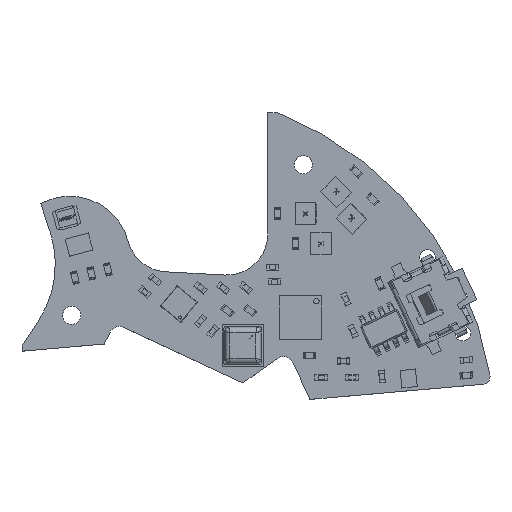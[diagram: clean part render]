
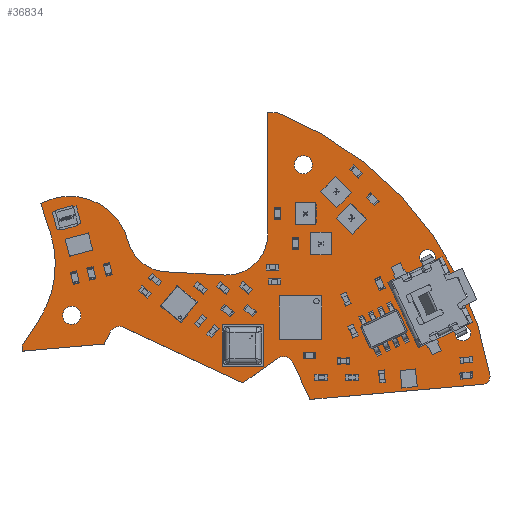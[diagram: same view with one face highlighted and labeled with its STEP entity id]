
A CAD part, top view. The second image highlights one B-rep face of the part: STEP entity #36834.
In plain terms, the highlighted planar face has unit normal (0, 0, 1).
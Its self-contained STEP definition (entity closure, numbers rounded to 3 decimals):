
#36532 = VERTEX_POINT('',#36533);
#36533 = CARTESIAN_POINT('',(90.814,-83.089,0.71));
#36539 = EDGE_CURVE('',#36532,#36540,#36542,.T.);
#36540 = VERTEX_POINT('',#36541);
#36541 = CARTESIAN_POINT('',(101.143,-95.816,0.71));
#36542 = CIRCLE('',#36543,16.655);
#36543 = AXIS2_PLACEMENT_3D('',#36544,#36545,#36546);
#36544 = CARTESIAN_POINT('',(84.72,-98.589,0.71));
#36545 = DIRECTION('',(0.,0.,-1.));
#36546 = DIRECTION('',(0.366,0.931,0.));
#36574 = VERTEX_POINT('',#36575);
#36575 = CARTESIAN_POINT('',(90.364,-83.089,0.71));
#36581 = EDGE_CURVE('',#36574,#36532,#36582,.T.);
#36582 = LINE('',#36583,#36584);
#36583 = CARTESIAN_POINT('',(90.364,-83.089,0.71));
#36584 = VECTOR('',#36585,1.);
#36585 = DIRECTION('',(1.,0.,0.));
#36603 = EDGE_CURVE('',#36540,#36604,#36606,.T.);
#36604 = VERTEX_POINT('',#36605);
#36605 = CARTESIAN_POINT('',(100.783,-96.281,0.71));
#36606 = CIRCLE('',#36607,0.4);
#36607 = AXIS2_PLACEMENT_3D('',#36608,#36609,#36610);
#36608 = CARTESIAN_POINT('',(100.749,-95.882,0.71));
#36609 = DIRECTION('',(0.,0.,-1.));
#36610 = DIRECTION('',(0.986,0.167,0.));
#36834 = ADVANCED_FACE('',(#36835,#36988,#36999,#37010,#37021),#37032,
  .T.);
#36835 = FACE_BOUND('',#36836,.T.);
#36836 = EDGE_LOOP('',(#36837,#36838,#36839,#36847,#36855,#36864,#36872,
    #36881,#36890,#36898,#36907,#36915,#36923,#36931,#36939,#36948,
    #36956,#36964,#36973,#36981,#36987));
#36837 = ORIENTED_EDGE('',*,*,#36539,.F.);
#36838 = ORIENTED_EDGE('',*,*,#36581,.F.);
#36839 = ORIENTED_EDGE('',*,*,#36840,.F.);
#36840 = EDGE_CURVE('',#36841,#36574,#36843,.T.);
#36841 = VERTEX_POINT('',#36842);
#36842 = CARTESIAN_POINT('',(90.364,-86.965,0.71));
#36843 = LINE('',#36844,#36845);
#36844 = CARTESIAN_POINT('',(90.364,-86.965,0.71));
#36845 = VECTOR('',#36846,1.);
#36846 = DIRECTION('',(0.,1.,0.));
#36847 = ORIENTED_EDGE('',*,*,#36848,.F.);
#36848 = EDGE_CURVE('',#36849,#36841,#36851,.T.);
#36849 = VERTEX_POINT('',#36850);
#36850 = CARTESIAN_POINT('',(90.364,-88.98,0.71));
#36851 = LINE('',#36852,#36853);
#36852 = CARTESIAN_POINT('',(90.364,-88.98,0.71));
#36853 = VECTOR('',#36854,1.);
#36854 = DIRECTION('',(0.,1.,0.));
#36855 = ORIENTED_EDGE('',*,*,#36856,.F.);
#36856 = EDGE_CURVE('',#36857,#36849,#36859,.T.);
#36857 = VERTEX_POINT('',#36858);
#36858 = CARTESIAN_POINT('',(88.254,-90.977,0.71));
#36859 = CIRCLE('',#36860,2.);
#36860 = AXIS2_PLACEMENT_3D('',#36861,#36862,#36863);
#36861 = CARTESIAN_POINT('',(88.365,-88.98,0.71));
#36862 = DIRECTION('',(0.,0.,1.));
#36863 = DIRECTION('',(-0.055,-0.998,0.));
#36864 = ORIENTED_EDGE('',*,*,#36865,.F.);
#36865 = EDGE_CURVE('',#36866,#36857,#36868,.T.);
#36866 = VERTEX_POINT('',#36867);
#36867 = CARTESIAN_POINT('',(85.406,-90.819,0.71));
#36868 = LINE('',#36869,#36870);
#36869 = CARTESIAN_POINT('',(85.406,-90.819,0.71));
#36870 = VECTOR('',#36871,1.);
#36871 = DIRECTION('',(0.998,-0.055,0.));
#36872 = ORIENTED_EDGE('',*,*,#36873,.F.);
#36873 = EDGE_CURVE('',#36874,#36866,#36876,.T.);
#36874 = VERTEX_POINT('',#36875);
#36875 = CARTESIAN_POINT('',(83.583,-89.334,0.71));
#36876 = CIRCLE('',#36877,2.);
#36877 = AXIS2_PLACEMENT_3D('',#36878,#36879,#36880);
#36878 = CARTESIAN_POINT('',(85.516,-88.822,0.71));
#36879 = DIRECTION('',(0.,0.,1.));
#36880 = DIRECTION('',(-0.967,-0.256,0.));
#36881 = ORIENTED_EDGE('',*,*,#36882,.F.);
#36882 = EDGE_CURVE('',#36883,#36874,#36885,.T.);
#36883 = VERTEX_POINT('',#36884);
#36884 = CARTESIAN_POINT('',(79.341,-87.514,0.71));
#36885 = CIRCLE('',#36886,2.93);
#36886 = AXIS2_PLACEMENT_3D('',#36887,#36888,#36889);
#36887 = CARTESIAN_POINT('',(80.75,-90.083,0.71));
#36888 = DIRECTION('',(0.,0.,-1.));
#36889 = DIRECTION('',(-0.481,0.877,0.));
#36890 = ORIENTED_EDGE('',*,*,#36891,.F.);
#36891 = EDGE_CURVE('',#36892,#36883,#36894,.T.);
#36892 = VERTEX_POINT('',#36893);
#36893 = CARTESIAN_POINT('',(79.792,-88.865,0.71));
#36894 = LINE('',#36895,#36896);
#36895 = CARTESIAN_POINT('',(79.792,-88.865,0.71));
#36896 = VECTOR('',#36897,1.);
#36897 = DIRECTION('',(-0.317,0.948,0.));
#36898 = ORIENTED_EDGE('',*,*,#36899,.F.);
#36899 = EDGE_CURVE('',#36900,#36892,#36902,.T.);
#36900 = VERTEX_POINT('',#36901);
#36901 = CARTESIAN_POINT('',(79.243,-93.174,0.71));
#36902 = CIRCLE('',#36903,5.);
#36903 = AXIS2_PLACEMENT_3D('',#36904,#36905,#36906);
#36904 = CARTESIAN_POINT('',(75.05,-90.45,0.71));
#36905 = DIRECTION('',(0.,-0.,1.));
#36906 = DIRECTION('',(0.839,-0.545,-0.));
#36907 = ORIENTED_EDGE('',*,*,#36908,.F.);
#36908 = EDGE_CURVE('',#36909,#36900,#36911,.T.);
#36909 = VERTEX_POINT('',#36910);
#36910 = CARTESIAN_POINT('',(78.432,-94.422,0.71));
#36911 = LINE('',#36912,#36913);
#36912 = CARTESIAN_POINT('',(78.432,-94.422,0.71));
#36913 = VECTOR('',#36914,1.);
#36914 = DIRECTION('',(0.545,0.839,0.));
#36915 = ORIENTED_EDGE('',*,*,#36916,.F.);
#36916 = EDGE_CURVE('',#36917,#36909,#36919,.T.);
#36917 = VERTEX_POINT('',#36918);
#36918 = CARTESIAN_POINT('',(78.454,-94.671,0.71));
#36919 = LINE('',#36920,#36921);
#36920 = CARTESIAN_POINT('',(78.454,-94.671,0.71));
#36921 = VECTOR('',#36922,1.);
#36922 = DIRECTION('',(-0.087,0.996,0.));
#36923 = ORIENTED_EDGE('',*,*,#36924,.F.);
#36924 = EDGE_CURVE('',#36925,#36917,#36927,.T.);
#36925 = VERTEX_POINT('',#36926);
#36926 = CARTESIAN_POINT('',(82.436,-94.322,0.71));
#36927 = LINE('',#36928,#36929);
#36928 = CARTESIAN_POINT('',(82.436,-94.322,0.71));
#36929 = VECTOR('',#36930,1.);
#36930 = DIRECTION('',(-0.996,-0.087,0.));
#36931 = ORIENTED_EDGE('',*,*,#36932,.F.);
#36932 = EDGE_CURVE('',#36933,#36925,#36935,.T.);
#36933 = VERTEX_POINT('',#36934);
#36934 = CARTESIAN_POINT('',(82.705,-93.753,0.71));
#36935 = LINE('',#36936,#36937);
#36936 = CARTESIAN_POINT('',(82.705,-93.753,0.71));
#36937 = VECTOR('',#36938,1.);
#36938 = DIRECTION('',(-0.427,-0.904,0.));
#36939 = ORIENTED_EDGE('',*,*,#36940,.F.);
#36940 = EDGE_CURVE('',#36941,#36933,#36943,.T.);
#36941 = VERTEX_POINT('',#36942);
#36942 = CARTESIAN_POINT('',(83.368,-93.514,0.71));
#36943 = CIRCLE('',#36944,0.5);
#36944 = AXIS2_PLACEMENT_3D('',#36945,#36946,#36947);
#36945 = CARTESIAN_POINT('',(83.157,-93.967,0.71));
#36946 = DIRECTION('',(0.,0.,1.));
#36947 = DIRECTION('',(0.423,0.906,-0.));
#36948 = ORIENTED_EDGE('',*,*,#36949,.F.);
#36949 = EDGE_CURVE('',#36950,#36941,#36952,.T.);
#36950 = VERTEX_POINT('',#36951);
#36951 = CARTESIAN_POINT('',(89.151,-96.21,0.71));
#36952 = LINE('',#36953,#36954);
#36953 = CARTESIAN_POINT('',(89.151,-96.21,0.71));
#36954 = VECTOR('',#36955,1.);
#36955 = DIRECTION('',(-0.906,0.423,0.));
#36956 = ORIENTED_EDGE('',*,*,#36957,.F.);
#36957 = EDGE_CURVE('',#36958,#36950,#36960,.T.);
#36958 = VERTEX_POINT('',#36959);
#36959 = CARTESIAN_POINT('',(90.843,-95.026,0.71));
#36960 = LINE('',#36961,#36962);
#36961 = CARTESIAN_POINT('',(90.843,-95.026,0.71));
#36962 = VECTOR('',#36963,1.);
#36963 = DIRECTION('',(-0.819,-0.574,0.));
#36964 = ORIENTED_EDGE('',*,*,#36965,.F.);
#36965 = EDGE_CURVE('',#36966,#36958,#36968,.T.);
#36966 = VERTEX_POINT('',#36967);
#36967 = CARTESIAN_POINT('',(91.582,-95.221,0.71));
#36968 = CIRCLE('',#36969,0.5);
#36969 = AXIS2_PLACEMENT_3D('',#36970,#36971,#36972);
#36970 = CARTESIAN_POINT('',(91.13,-95.435,0.71));
#36971 = DIRECTION('',(0.,0.,1.));
#36972 = DIRECTION('',(0.903,0.429,-0.));
#36973 = ORIENTED_EDGE('',*,*,#36974,.F.);
#36974 = EDGE_CURVE('',#36975,#36966,#36977,.T.);
#36975 = VERTEX_POINT('',#36976);
#36976 = CARTESIAN_POINT('',(92.41,-97.013,0.71));
#36977 = LINE('',#36978,#36979);
#36978 = CARTESIAN_POINT('',(92.41,-97.013,0.71));
#36979 = VECTOR('',#36980,1.);
#36980 = DIRECTION('',(-0.419,0.908,0.));
#36981 = ORIENTED_EDGE('',*,*,#36982,.F.);
#36982 = EDGE_CURVE('',#36604,#36975,#36983,.T.);
#36983 = LINE('',#36984,#36985);
#36984 = CARTESIAN_POINT('',(100.783,-96.281,0.71));
#36985 = VECTOR('',#36986,1.);
#36986 = DIRECTION('',(-0.996,-0.087,0.));
#36987 = ORIENTED_EDGE('',*,*,#36603,.F.);
#36988 = FACE_BOUND('',#36989,.T.);
#36989 = EDGE_LOOP('',(#36990));
#36990 = ORIENTED_EDGE('',*,*,#36991,.F.);
#36991 = EDGE_CURVE('',#36992,#36992,#36994,.T.);
#36992 = VERTEX_POINT('',#36993);
#36993 = CARTESIAN_POINT('',(81.289,-92.934,0.71));
#36994 = CIRCLE('',#36995,0.44);
#36995 = AXIS2_PLACEMENT_3D('',#36996,#36997,#36998);
#36996 = CARTESIAN_POINT('',(80.849,-92.934,0.71));
#36997 = DIRECTION('',(0.,0.,1.));
#36998 = DIRECTION('',(1.,0.,-0.));
#36999 = FACE_BOUND('',#37000,.T.);
#37000 = EDGE_LOOP('',(#37001));
#37001 = ORIENTED_EDGE('',*,*,#37002,.T.);
#37002 = EDGE_CURVE('',#37003,#37003,#37005,.T.);
#37003 = VERTEX_POINT('',#37004);
#37004 = CARTESIAN_POINT('',(99.831,-94.172,0.71));
#37005 = CIRCLE('',#37006,0.375);
#37006 = AXIS2_PLACEMENT_3D('',#37007,#37008,#37009);
#37007 = CARTESIAN_POINT('',(99.831,-93.797,0.71));
#37008 = DIRECTION('',(-0.,0.,-1.));
#37009 = DIRECTION('',(-0.,-1.,0.));
#37010 = FACE_BOUND('',#37011,.T.);
#37011 = EDGE_LOOP('',(#37012));
#37012 = ORIENTED_EDGE('',*,*,#37013,.T.);
#37013 = EDGE_CURVE('',#37014,#37014,#37016,.T.);
#37014 = VERTEX_POINT('',#37015);
#37015 = CARTESIAN_POINT('',(98.119,-90.502,0.71));
#37016 = CIRCLE('',#37017,0.375);
#37017 = AXIS2_PLACEMENT_3D('',#37018,#37019,#37020);
#37018 = CARTESIAN_POINT('',(98.119,-90.127,0.71));
#37019 = DIRECTION('',(-0.,0.,-1.));
#37020 = DIRECTION('',(-0.,-1.,0.));
#37021 = FACE_BOUND('',#37022,.T.);
#37022 = EDGE_LOOP('',(#37023));
#37023 = ORIENTED_EDGE('',*,*,#37024,.F.);
#37024 = EDGE_CURVE('',#37025,#37025,#37027,.T.);
#37025 = VERTEX_POINT('',#37026);
#37026 = CARTESIAN_POINT('',(92.526,-85.626,0.71));
#37027 = CIRCLE('',#37028,0.44);
#37028 = AXIS2_PLACEMENT_3D('',#37029,#37030,#37031);
#37029 = CARTESIAN_POINT('',(92.086,-85.626,0.71));
#37030 = DIRECTION('',(0.,0.,1.));
#37031 = DIRECTION('',(1.,0.,-0.));
#37032 = PLANE('',#37033);
#37033 = AXIS2_PLACEMENT_3D('',#37034,#37035,#37036);
#37034 = CARTESIAN_POINT('',(0.,0.,0.71));
#37035 = DIRECTION('',(0.,0.,1.));
#37036 = DIRECTION('',(1.,0.,-0.));
